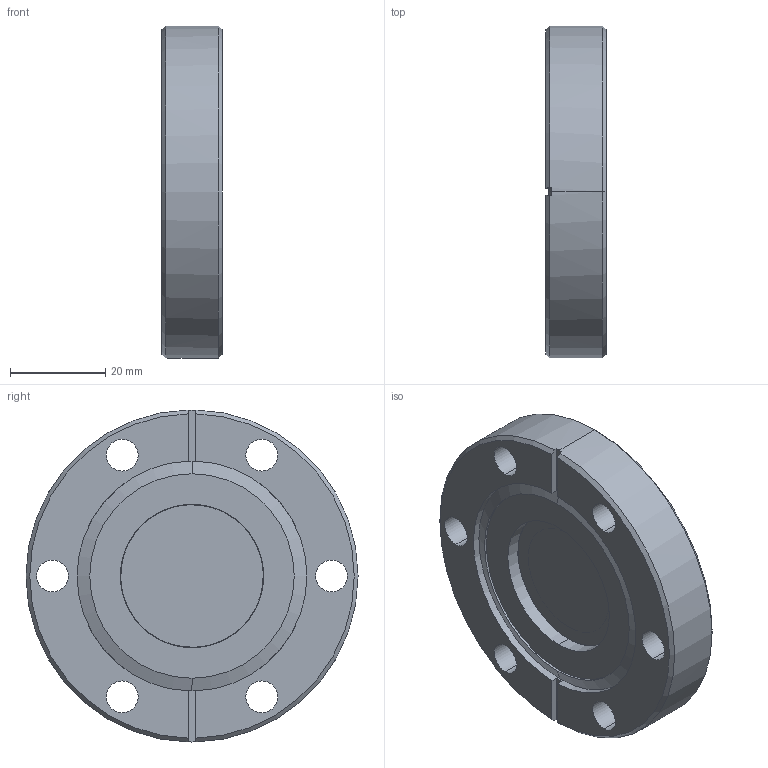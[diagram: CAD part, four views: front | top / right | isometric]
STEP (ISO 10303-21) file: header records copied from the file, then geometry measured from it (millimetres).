
FILE_DESCRIPTION (( 'STEP AP214' ), '1' );
FILE_NAME ('88202650-VWIN24TIxx-DN40CF.STEP', '2021-07-21T16:28:24', ( '' ), ( '' ), 'SwSTEP 2.0', 'SolidWorks 2018', '' );
FILE_SCHEMA (( 'AUTOMOTIVE_DESIGN' ));
Length unit declared in the file: millimetre
Products named in the file (3): 88202650-VWIN24TIxx-DN40CF; 17232430  B_25um Ti; 12203160  A
Assembly tree (2 placements, depth 2):
  88202650-VWIN24TIxx-DN40CF
    12203160  A
    17232430  B_25um Ti
Bounding box: 12.7 x 69.85 x 69.85 mm (x, y, z)
Volume: 37667.9 mm3; surface area: 13253 mm2
Topology: 2 solids, 2 shells, 43 faces, 108 edges, 70 vertices
Faces by surface type: cylinder 24, plane 13, cone 6
Entity records: 1456 total; most frequent: DIRECTION 260, CARTESIAN_POINT 238, ORIENTED_EDGE 216, AXIS2_PLACEMENT_3D 108, EDGE_CURVE 108, VERTEX_POINT 70, CIRCLE 60, EDGE_LOOP 58
